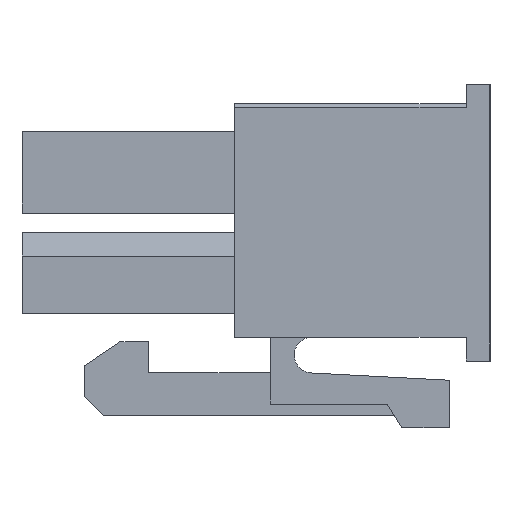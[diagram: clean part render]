
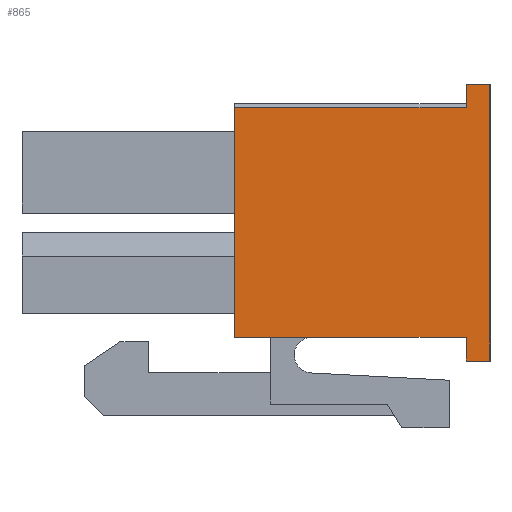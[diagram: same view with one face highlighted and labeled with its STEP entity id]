
A CAD part, left-side view. The second image highlights one B-rep face of the part: STEP entity #865.
In plain terms, the highlighted planar face has unit normal (-1, 0, 0).
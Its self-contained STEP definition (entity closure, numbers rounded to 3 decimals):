
#69=CARTESIAN_POINT('',(-11.845,0.,5.205));
#70=VERTEX_POINT('',#69);
#77=CARTESIAN_POINT('',(-11.845,0.,-5.205));
#78=VERTEX_POINT('',#77);
#79=CARTESIAN_POINT('',(-11.845,0.,5.205));
#80=DIRECTION('',(0.,0.,-1.));
#81=VECTOR('',#80,10.41);
#82=LINE('',#79,#81);
#83=EDGE_CURVE('',#70,#78,#82,.T.);
#546=CARTESIAN_POINT('',(-11.845,0.897,-4.307));
#547=VERTEX_POINT('',#546);
#548=CARTESIAN_POINT('',(-11.845,9.602,-4.307));
#549=VERTEX_POINT('',#548);
#550=CARTESIAN_POINT('',(-11.845,0.897,-4.307));
#551=DIRECTION('',(0.,1.,0.));
#552=VECTOR('',#551,8.705);
#553=LINE('',#550,#552);
#554=EDGE_CURVE('',#547,#549,#553,.T.);
#636=CARTESIAN_POINT('',(-11.845,0.897,5.205));
#637=VERTEX_POINT('',#636);
#756=CARTESIAN_POINT('',(-11.845,0.897,4.307));
#757=VERTEX_POINT('',#756);
#764=CARTESIAN_POINT('',(-11.845,0.897,4.307));
#765=DIRECTION('',(0.,0.,1.));
#766=VECTOR('',#765,0.897);
#767=LINE('',#764,#766);
#768=EDGE_CURVE('',#757,#637,#767,.T.);
#778=CARTESIAN_POINT('',(-11.845,0.897,-5.205));
#779=VERTEX_POINT('',#778);
#786=CARTESIAN_POINT('',(-11.845,0.897,-5.205));
#787=DIRECTION('',(0.,0.,1.));
#788=VECTOR('',#787,0.897);
#789=LINE('',#786,#788);
#790=EDGE_CURVE('',#779,#547,#789,.T.);
#828=CARTESIAN_POINT('',(-11.845,0.,-5.205));
#829=DIRECTION('',(0.,0.,1.));
#830=DIRECTION('',(-1.,0.,0.));
#831=AXIS2_PLACEMENT_3D('',#828,#830,#829);
#832=PLANE('',#831);
#833=CARTESIAN_POINT('',(-11.845,0.897,-5.205));
#834=DIRECTION('',(0.,-1.,0.));
#835=VECTOR('',#834,0.897);
#836=LINE('',#833,#835);
#837=EDGE_CURVE('',#779,#78,#836,.T.);
#838=ORIENTED_EDGE('',*,*,#837,.T.);
#839=ORIENTED_EDGE('',*,*,#83,.F.);
#840=CARTESIAN_POINT('',(-11.845,0.,5.205));
#841=DIRECTION('',(0.,1.,0.));
#842=VECTOR('',#841,0.897);
#843=LINE('',#840,#842);
#844=EDGE_CURVE('',#70,#637,#843,.T.);
#845=ORIENTED_EDGE('',*,*,#844,.T.);
#846=ORIENTED_EDGE('',*,*,#768,.F.);
#847=CARTESIAN_POINT('',(-11.845,9.602,4.307));
#848=VERTEX_POINT('',#847);
#849=CARTESIAN_POINT('',(-11.845,0.897,4.307));
#850=DIRECTION('',(0.,1.,0.));
#851=VECTOR('',#850,8.705);
#852=LINE('',#849,#851);
#853=EDGE_CURVE('',#757,#848,#852,.T.);
#854=ORIENTED_EDGE('',*,*,#853,.T.);
#855=CARTESIAN_POINT('',(-11.845,9.602,4.307));
#856=DIRECTION('',(0.,0.,-1.));
#857=VECTOR('',#856,8.615);
#858=LINE('',#855,#857);
#859=EDGE_CURVE('',#848,#549,#858,.T.);
#860=ORIENTED_EDGE('',*,*,#859,.T.);
#861=ORIENTED_EDGE('',*,*,#554,.F.);
#862=ORIENTED_EDGE('',*,*,#790,.F.);
#863=EDGE_LOOP('',(#838,#839,#845,#846,#854,#860,#861,#862));
#864=FACE_OUTER_BOUND('',#863,.T.);
#865=ADVANCED_FACE('',(#864),#832,.T.);
